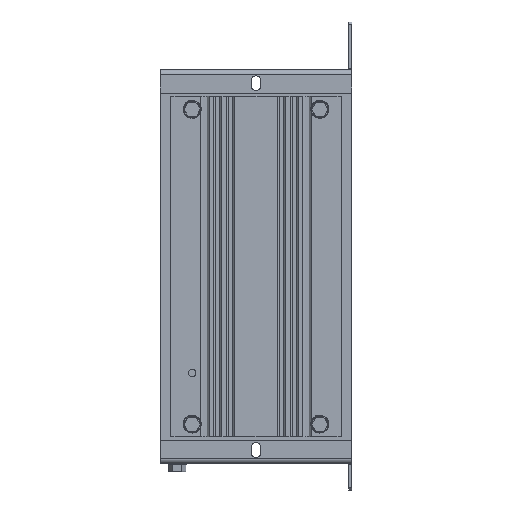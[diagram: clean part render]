
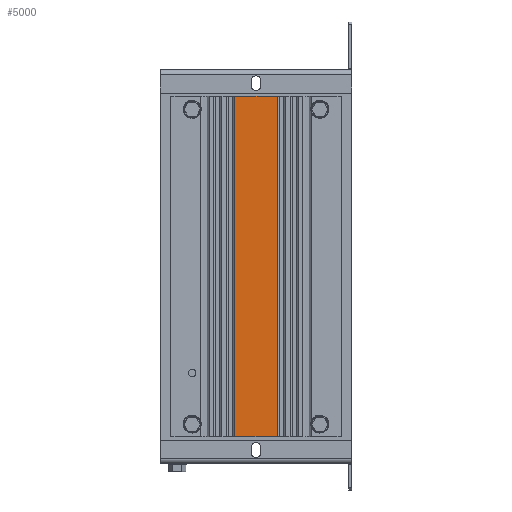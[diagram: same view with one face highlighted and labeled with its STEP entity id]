
A CAD part, front view. The second image highlights one B-rep face of the part: STEP entity #5000.
In plain terms, the highlighted planar face has unit normal (0, 1, 0).
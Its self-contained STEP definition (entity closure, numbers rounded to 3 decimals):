
#125 = EDGE_LOOP ( 'NONE', ( #6129, #4437, #3433, #17555 ) ) ;
#985 = CARTESIAN_POINT ( 'NONE',  ( -10., 10.003, -12.5 ) ) ;
#1069 = CARTESIAN_POINT ( 'NONE',  ( 10., 10.003, -172.5 ) ) ;
#1957 = VECTOR ( 'NONE', #11857, 1000. ) ;
#2889 = VECTOR ( 'NONE', #14680, 1000. ) ;
#3433 = ORIENTED_EDGE ( 'NONE', *, *, #14601, .F. ) ;
#4437 = ORIENTED_EDGE ( 'NONE', *, *, #15837, .T. ) ;
#4475 = VERTEX_POINT ( 'NONE', #12679 ) ;
#4698 = VERTEX_POINT ( 'NONE', #7639 ) ;
#5000 = ADVANCED_FACE ( 'NONE', ( #9567 ), #6589, .T. ) ;
#5407 = LINE ( 'NONE', #985, #12268 ) ;
#5416 = CARTESIAN_POINT ( 'NONE',  ( -40., 10.003, -12.5 ) ) ;
#6129 = ORIENTED_EDGE ( 'NONE', *, *, #9061, .T. ) ;
#6448 = CARTESIAN_POINT ( 'NONE',  ( -10., 10.003, -12.5 ) ) ;
#6589 = PLANE ( 'NONE',  #12489 ) ;
#6894 = DIRECTION ( 'NONE',  ( 0., 0., -1. ) ) ;
#7206 = VECTOR ( 'NONE', #11509, 1000. ) ;
#7639 = CARTESIAN_POINT ( 'NONE',  ( 10., 10.003, -12.5 ) ) ;
#8400 = DIRECTION ( 'NONE',  ( 0., 1., 0. ) ) ;
#8575 = CARTESIAN_POINT ( 'NONE',  ( -40., 10.003, -172.5 ) ) ;
#9061 = EDGE_CURVE ( 'NONE', #4698, #18479, #9705, .T. ) ;
#9567 = FACE_OUTER_BOUND ( 'NONE', #125, .T. ) ;
#9705 = LINE ( 'NONE', #15771, #2889 ) ;
#10171 = CARTESIAN_POINT ( 'NONE',  ( 40., 10.003, -172.5 ) ) ;
#11501 = DIRECTION ( 'NONE',  ( 0., 0., -1. ) ) ;
#11509 = DIRECTION ( 'NONE',  ( -1., 0., 0. ) ) ;
#11766 = LINE ( 'NONE', #8575, #1957 ) ;
#11857 = DIRECTION ( 'NONE',  ( -1., 0., 0. ) ) ;
#12116 = EDGE_CURVE ( 'NONE', #4698, #12397, #15971, .T. ) ;
#12268 = VECTOR ( 'NONE', #11501, 1000. ) ;
#12397 = VERTEX_POINT ( 'NONE', #6448 ) ;
#12489 = AXIS2_PLACEMENT_3D ( 'NONE', #10171, #8400, #6894 ) ;
#12679 = CARTESIAN_POINT ( 'NONE',  ( -10., 10.003, -172.5 ) ) ;
#14601 = EDGE_CURVE ( 'NONE', #12397, #4475, #5407, .T. ) ;
#14680 = DIRECTION ( 'NONE',  ( 0., 0., -1. ) ) ;
#15771 = CARTESIAN_POINT ( 'NONE',  ( 10., 10.003, -172.5 ) ) ;
#15837 = EDGE_CURVE ( 'NONE', #18479, #4475, #11766, .T. ) ;
#15971 = LINE ( 'NONE', #5416, #7206 ) ;
#17555 = ORIENTED_EDGE ( 'NONE', *, *, #12116, .F. ) ;
#18479 = VERTEX_POINT ( 'NONE', #1069 ) ;
